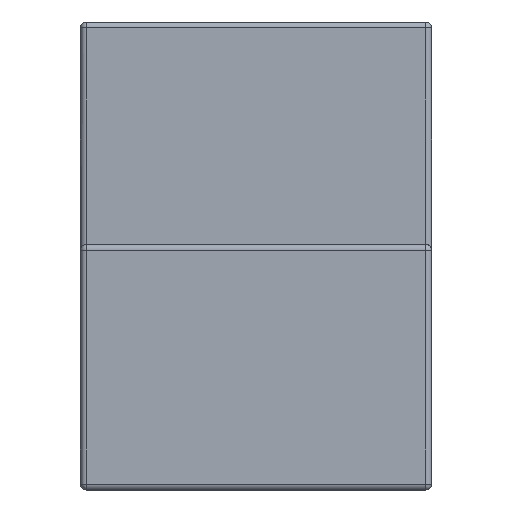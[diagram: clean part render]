
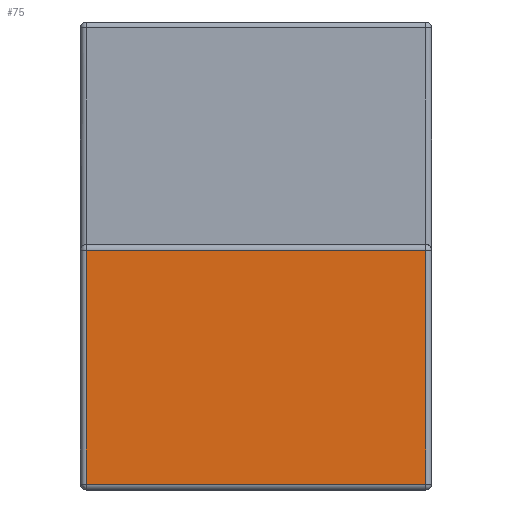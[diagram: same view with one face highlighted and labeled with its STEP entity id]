
A CAD part, left-side view. The second image highlights one B-rep face of the part: STEP entity #75.
In plain terms, the highlighted planar face has unit normal (-1, 0, 0).
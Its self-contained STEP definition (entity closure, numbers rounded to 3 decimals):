
#53 = CARTESIAN_POINT ( 'NONE',  ( -35.022, 15., -9.75 ) ) ;
#75 = ADVANCED_FACE ( 'NONE', ( #785 ), #1001, .F. ) ;
#101 = VECTOR ( 'NONE', #593, 1000. ) ;
#157 = LINE ( 'NONE', #53, #101 ) ;
#160 = EDGE_CURVE ( 'NONE', #1042, #1406, #157, .T. ) ;
#229 = CARTESIAN_POINT ( 'NONE',  ( -35.022, 0.25, -9.5 ) ) ;
#278 = CARTESIAN_POINT ( 'NONE',  ( -35.022, 14.75, -20. ) ) ;
#350 = LINE ( 'NONE', #648, #1331 ) ;
#365 = LINE ( 'NONE', #278, #1058 ) ;
#543 = VECTOR ( 'NONE', #751, 1000. ) ;
#593 = DIRECTION ( 'NONE',  ( 0., 1., 0. ) ) ;
#637 = ORIENTED_EDGE ( 'NONE', *, *, #1134, .T. ) ;
#648 = CARTESIAN_POINT ( 'NONE',  ( -35.022, 15., -19.75 ) ) ;
#677 = DIRECTION ( 'NONE',  ( 0., -1., 0. ) ) ;
#685 = CARTESIAN_POINT ( 'NONE',  ( -35.022, 0.25, -19.75 ) ) ;
#698 = EDGE_LOOP ( 'NONE', ( #851, #637, #1027, #729 ) ) ;
#729 = ORIENTED_EDGE ( 'NONE', *, *, #900, .T. ) ;
#751 = DIRECTION ( 'NONE',  ( 0., 0., 1. ) ) ;
#785 = FACE_OUTER_BOUND ( 'NONE', #698, .T. ) ;
#819 = EDGE_CURVE ( 'NONE', #820, #1205, #350, .T. ) ;
#820 = VERTEX_POINT ( 'NONE', #996 ) ;
#851 = ORIENTED_EDGE ( 'NONE', *, *, #819, .T. ) ;
#891 = CARTESIAN_POINT ( 'NONE',  ( -35.022, 15., -9.5 ) ) ;
#900 = EDGE_CURVE ( 'NONE', #1406, #820, #365, .T. ) ;
#908 = CARTESIAN_POINT ( 'NONE',  ( -35.022, 0.25, -9.75 ) ) ;
#987 = DIRECTION ( 'NONE',  ( 1., 0., 0. ) ) ;
#996 = CARTESIAN_POINT ( 'NONE',  ( -35.022, 14.75, -19.75 ) ) ;
#1001 = PLANE ( 'NONE',  #1168 ) ;
#1027 = ORIENTED_EDGE ( 'NONE', *, *, #160, .T. ) ;
#1042 = VERTEX_POINT ( 'NONE', #908 ) ;
#1058 = VECTOR ( 'NONE', #1219, 1000. ) ;
#1134 = EDGE_CURVE ( 'NONE', #1205, #1042, #1301, .T. ) ;
#1168 = AXIS2_PLACEMENT_3D ( 'NONE', #891, #987, #1325 ) ;
#1205 = VERTEX_POINT ( 'NONE', #685 ) ;
#1219 = DIRECTION ( 'NONE',  ( 0., 0., -1. ) ) ;
#1301 = LINE ( 'NONE', #229, #543 ) ;
#1325 = DIRECTION ( 'NONE',  ( 0., 0., -1. ) ) ;
#1331 = VECTOR ( 'NONE', #677, 1000. ) ;
#1368 = CARTESIAN_POINT ( 'NONE',  ( -35.022, 14.75, -9.75 ) ) ;
#1406 = VERTEX_POINT ( 'NONE', #1368 ) ;
